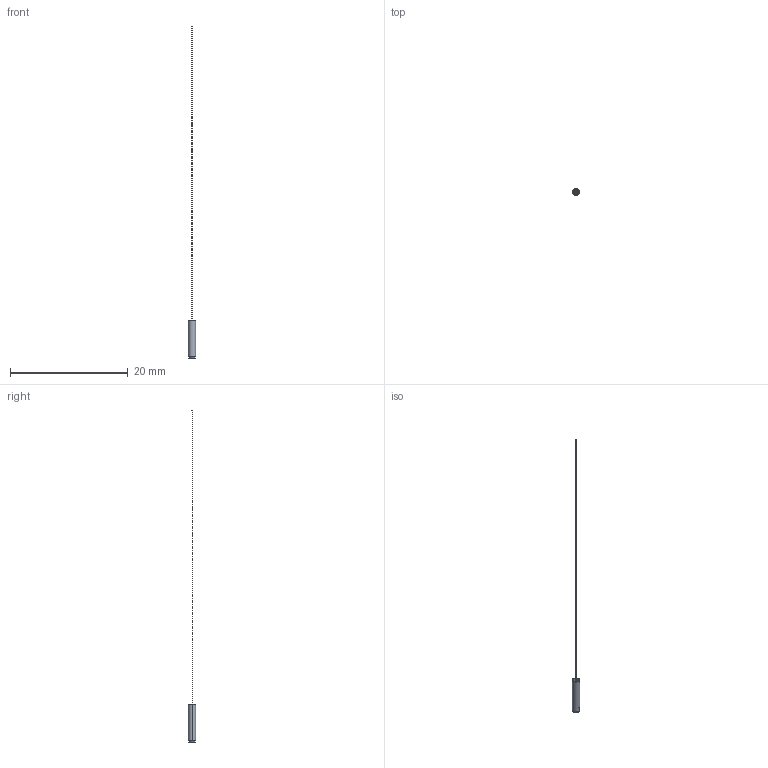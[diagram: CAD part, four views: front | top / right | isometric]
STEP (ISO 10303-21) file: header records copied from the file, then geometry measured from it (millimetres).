
FILE_DESCRIPTION (( 'STEP AP203' ), '1' );
FILE_NAME ('TTN041718-E0W.STEP', '2015-05-20T18:53:17', ( 'Admin' ), ( '' ), 'SwSTEP 2.0', 'SolidWorks 2014', '' );
FILE_SCHEMA (( 'CONFIG_CONTROL_DESIGN' ));
Length unit declared in the file: inch
Products named in the file (1): TTN041718-E0W
Bounding box: 1.25 x 1.25 x 56.4 mm (x, y, z)
Volume: 3.9 mm3; surface area: 67.5 mm2
Topology: 2 solids, 2 shells, 18 faces, 40 edges, 24 vertices
Faces by surface type: cylinder 8, cone 4, plane 4, sphere 2
Entity records: 577 total; most frequent: DIRECTION 102, CARTESIAN_POINT 81, ORIENTED_EDGE 76, AXIS2_PLACEMENT_3D 45, EDGE_CURVE 38, CIRCLE 26, VERTEX_POINT 24, EDGE_LOOP 20
